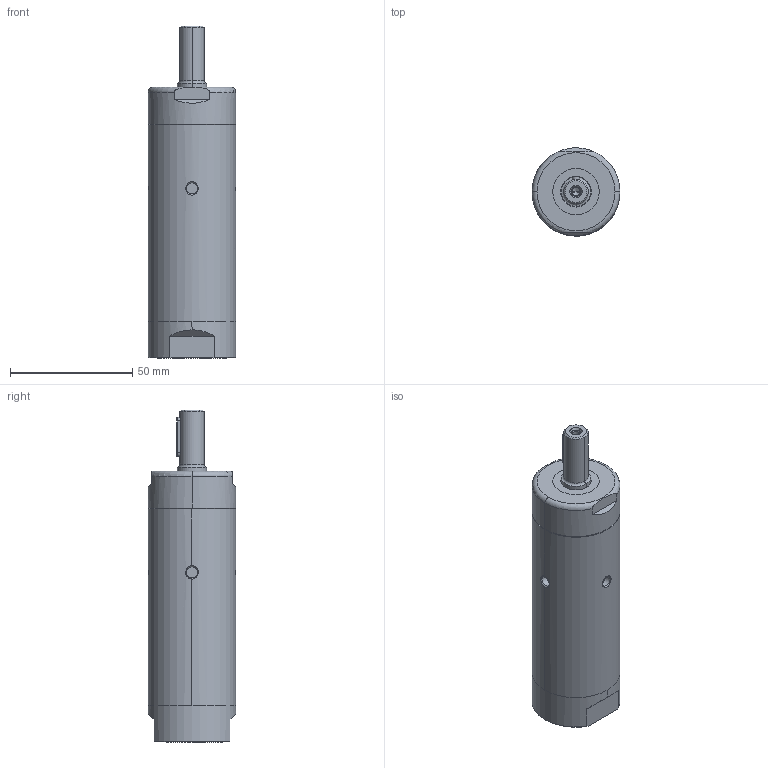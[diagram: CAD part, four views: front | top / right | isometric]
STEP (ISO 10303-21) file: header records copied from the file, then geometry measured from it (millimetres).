
FILE_DESCRIPTION((''),'2;1');
FILE_NAME('LZB22_AR_1_11_ASM','2015-10-07T',('Toodeo'),(''),'CREO PARAMETRIC BY PTC INC, 2015080','CREO PARAMETRIC BY PTC INC, 2015080','');
FILE_SCHEMA(('CONFIG_CONTROL_DESIGN','GEOMETRIC_VALIDATION_PROPERTIES_MIM'));
Length unit declared in the file: millimetre
Products named in the file (8): 4110106400; 4110107600; 4110106700; 4110106780_ASM; 4110086901; 4090055600; 0337253400; LZB22_AR_1_11_ASM
Assembly tree (7 placements, depth 3):
  LZB22_AR_1_11_ASM
    4110106400
    4110107600
    4110106780_ASM
      4110106700
    4110086901
    4090055600
    0337253400
Bounding box: 36 x 36 x 136 mm (x, y, z)
Volume: 48848.1 mm3; surface area: 36014.8 mm2
Topology: 6 solids, 7 shells, 316 faces, 778 edges, 492 vertices
Faces by surface type: plane 145, cylinder 98, cone 54, torus 19
Entity records: 12725 total; most frequent: CARTESIAN_POINT 1958, DIRECTION 1689, ORIENTED_EDGE 1544, PRESENTATION_STYLE_ASSIGNMENT 812, STYLED_ITEM 812, CURVE_STYLE 774, EDGE_CURVE 774, AXIS2_PLACEMENT_3D 620
